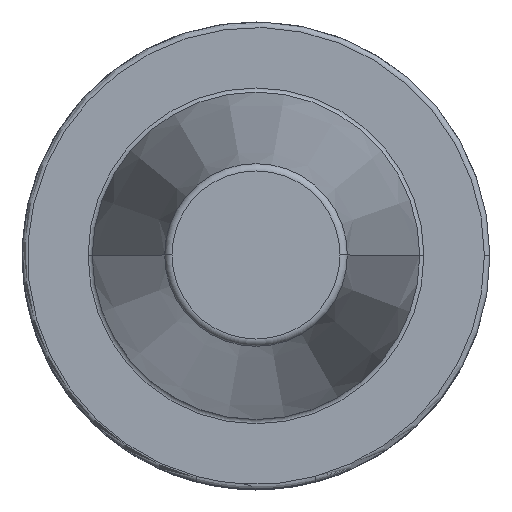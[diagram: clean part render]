
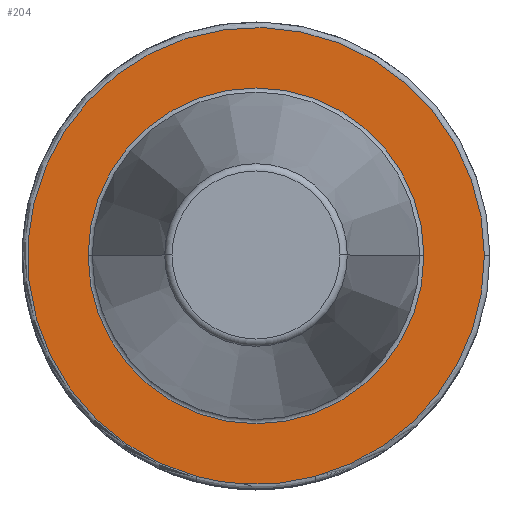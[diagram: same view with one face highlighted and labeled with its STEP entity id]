
A CAD part, top view. The second image highlights one B-rep face of the part: STEP entity #204.
In plain terms, the highlighted face is planar.
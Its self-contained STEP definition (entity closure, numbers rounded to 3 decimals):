
#43=(
BOUNDED_CURVE()
B_SPLINE_CURVE(3,(#1212,#1213,#1214,#1215),.UNSPECIFIED.,.F.,.F.)
B_SPLINE_CURVE_WITH_KNOTS((4,4),(0.,1.),.UNSPECIFIED.)
CURVE()
GEOMETRIC_REPRESENTATION_ITEM()
RATIONAL_B_SPLINE_CURVE((1.,0.977,0.977,1.))
REPRESENTATION_ITEM('')
);
#49=FACE_BOUND('',#297,.T.);
#50=FACE_BOUND('',#298,.T.);
#147=CIRCLE('',#761,22.79);
#161=CIRCLE('',#782,31.);
#162=CIRCLE('',#784,31.);
#163=CIRCLE('',#785,22.79);
#204=ADVANCED_FACE('',(#49,#50),#241,.T.);
#241=PLANE('',#786);
#297=EDGE_LOOP('',(#389,#390,#391));
#298=EDGE_LOOP('',(#392,#393));
#389=ORIENTED_EDGE('',*,*,#629,.T.);
#390=ORIENTED_EDGE('',*,*,#630,.F.);
#391=ORIENTED_EDGE('',*,*,#628,.T.);
#392=ORIENTED_EDGE('',*,*,#607,.F.);
#393=ORIENTED_EDGE('',*,*,#631,.F.);
#530=VERTEX_POINT('',#1072);
#535=VERTEX_POINT('',#1138);
#540=VERTEX_POINT('',#1163);
#541=VERTEX_POINT('',#1164);
#553=VERTEX_POINT('',#1208);
#607=EDGE_CURVE('',#540,#541,#147,.T.);
#628=EDGE_CURVE('',#535,#553,#161,.T.);
#629=EDGE_CURVE('',#553,#530,#162,.T.);
#630=EDGE_CURVE('',#535,#530,#43,.T.);
#631=EDGE_CURVE('',#541,#540,#163,.T.);
#761=AXIS2_PLACEMENT_3D('',#1162,#873,#874);
#782=AXIS2_PLACEMENT_3D('',#1209,#921,#922);
#784=AXIS2_PLACEMENT_3D('',#1211,#925,#926);
#785=AXIS2_PLACEMENT_3D('',#1216,#927,#928);
#786=AXIS2_PLACEMENT_3D('',#1217,#929,#930);
#873=DIRECTION('',(0.,0.,1.));
#874=DIRECTION('',(1.,0.,0.));
#921=DIRECTION('',(0.,0.,1.));
#922=DIRECTION('',(1.,0.,0.));
#925=DIRECTION('',(0.,0.,1.));
#926=DIRECTION('',(1.,0.,0.));
#927=DIRECTION('',(0.,0.,1.));
#928=DIRECTION('',(1.,0.,0.));
#929=DIRECTION('',(0.,0.,1.));
#930=DIRECTION('',(-1.,0.,0.));
#1072=CARTESIAN_POINT('',(-8.095,-29.925,-3.2));
#1138=CARTESIAN_POINT('',(8.095,-29.924,-3.2));
#1162=CARTESIAN_POINT('',(0.,0.,-3.2));
#1163=CARTESIAN_POINT('',(-22.79,0.,-3.2));
#1164=CARTESIAN_POINT('',(22.79,0.,-3.2));
#1208=CARTESIAN_POINT('',(31.,0.,-3.2));
#1209=CARTESIAN_POINT('',(0.,0.,-3.2));
#1211=CARTESIAN_POINT('',(0.,0.,-3.2));
#1212=CARTESIAN_POINT('',(8.095,-29.924,-3.2));
#1213=CARTESIAN_POINT('',(2.762,-31.367,-3.2));
#1214=CARTESIAN_POINT('',(-2.762,-31.367,-3.2));
#1215=CARTESIAN_POINT('',(-8.095,-29.924,-3.2));
#1216=CARTESIAN_POINT('',(0.,0.,-3.2));
#1217=CARTESIAN_POINT('',(0.,22.79,-3.2));
